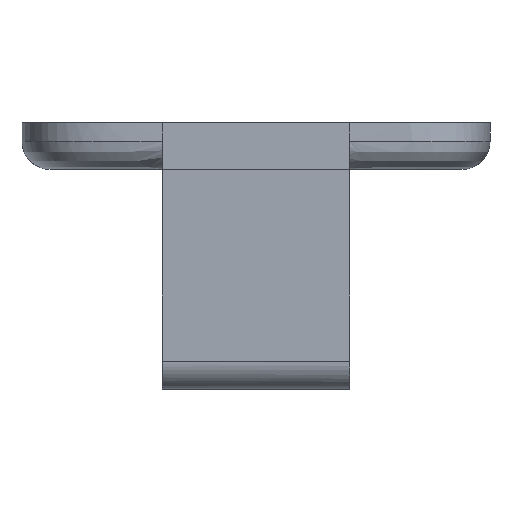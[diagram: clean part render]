
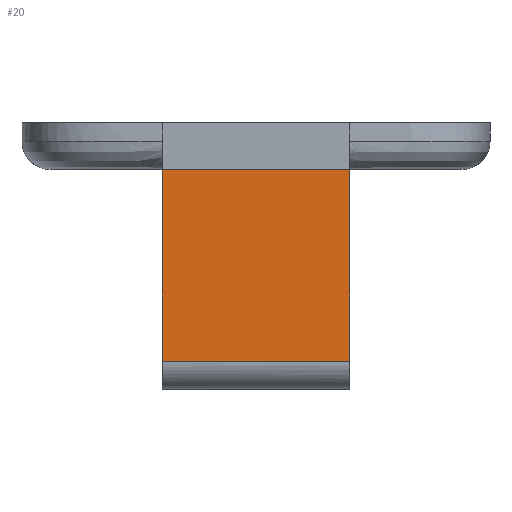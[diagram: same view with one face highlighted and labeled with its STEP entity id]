
A CAD part, left-side view. The second image highlights one B-rep face of the part: STEP entity #20.
In plain terms, the highlighted free-form (B-spline) face has degree [1, 1] with [2, 2] control points.
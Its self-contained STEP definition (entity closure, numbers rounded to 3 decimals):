
#20=ADVANCED_FACE('',(#63),#1171,.T.);
#63=FACE_OUTER_BOUND('',#103,.T.);
#103=EDGE_LOOP('',(#167,#168,#169,#170));
#167=ORIENTED_EDGE('',*,*,#840,.T.);
#168=ORIENTED_EDGE('',*,*,#841,.T.);
#169=ORIENTED_EDGE('',*,*,#830,.F.);
#170=ORIENTED_EDGE('',*,*,#842,.T.);
#396=PCURVE('',#1169,#570);
#409=PCURVE('',#1171,#583);
#410=PCURVE('',#1171,#584);
#411=PCURVE('',#1171,#585);
#412=PCURVE('',#1171,#586);
#417=PCURVE('',#1172,#591);
#521=PCURVE('',#1187,#695);
#538=PCURVE('',#1163,#712);
#570=DEFINITIONAL_REPRESENTATION('',(#929),#3339);
#583=DEFINITIONAL_REPRESENTATION('',(#939),#3339);
#584=DEFINITIONAL_REPRESENTATION('',(#941),#3339);
#585=DEFINITIONAL_REPRESENTATION('',(#942),#3339);
#586=DEFINITIONAL_REPRESENTATION('',(#944),#3339);
#591=DEFINITIONAL_REPRESENTATION('',(#953),#3339);
#695=DEFINITIONAL_REPRESENTATION('',(#1061),#3339);
#712=DEFINITIONAL_REPRESENTATION('',(#1079),#3339);
#743=SURFACE_CURVE('',#928,(#396,#411),.PCURVE_S1.);
#753=SURFACE_CURVE('',#938,(#409,#538),.PCURVE_S1.);
#754=SURFACE_CURVE('',#940,(#410,#417),.PCURVE_S1.);
#755=SURFACE_CURVE('',#943,(#412,#521),.PCURVE_S1.);
#830=EDGE_CURVE('',#1098,#1099,#743,.T.);
#840=EDGE_CURVE('',#1140,#1138,#753,.T.);
#841=EDGE_CURVE('',#1138,#1099,#754,.T.);
#842=EDGE_CURVE('',#1098,#1140,#755,.T.);
#928=B_SPLINE_CURVE_WITH_KNOTS('',1,(#2066,#2067),.UNSPECIFIED.,.F.,.F.,
(2,2),(221.,241.),.UNSPECIFIED.);
#929=B_SPLINE_CURVE_WITH_KNOTS('',1,(#2068,#2069),.UNSPECIFIED.,.F.,.F.,
(2,2),(221.,241.),.UNSPECIFIED.);
#938=B_SPLINE_CURVE_WITH_KNOTS('',1,(#2139,#2140),.UNSPECIFIED.,.F.,.F.,
(2,2),(0.,20.),.UNSPECIFIED.);
#939=B_SPLINE_CURVE_WITH_KNOTS('',3,(#2141,#2142,#2143,#2144),
 .UNSPECIFIED.,.F.,.F.,(4,4),(0.,20.),.UNSPECIFIED.);
#940=B_SPLINE_CURVE_WITH_KNOTS('',1,(#2145,#2146),.UNSPECIFIED.,.F.,.F.,
(2,2),(-20.064,0.),.UNSPECIFIED.);
#941=B_SPLINE_CURVE_WITH_KNOTS('',1,(#2147,#2148),.UNSPECIFIED.,.F.,.F.,
(2,2),(-20.064,0.),.UNSPECIFIED.);
#942=B_SPLINE_CURVE_WITH_KNOTS('',1,(#2149,#2150),.UNSPECIFIED.,.F.,.F.,
(2,2),(221.,241.),.UNSPECIFIED.);
#943=B_SPLINE_CURVE_WITH_KNOTS('',1,(#2151,#2152),.UNSPECIFIED.,.F.,.F.,
(2,2),(0.,20.064),.UNSPECIFIED.);
#944=B_SPLINE_CURVE_WITH_KNOTS('',1,(#2153,#2154),.UNSPECIFIED.,.F.,.F.,
(2,2),(0.,20.064),.UNSPECIFIED.);
#953=B_SPLINE_CURVE_WITH_KNOTS('',1,(#2173,#2174),.UNSPECIFIED.,.F.,.F.,
(2,2),(-20.064,0.),.UNSPECIFIED.);
#1061=B_SPLINE_CURVE_WITH_KNOTS('',1,(#3213,#3214),.UNSPECIFIED.,.F.,.F.,
(2,2),(0.,20.064),.UNSPECIFIED.);
#1079=B_SPLINE_CURVE_WITH_KNOTS('',1,(#3304,#3305),.UNSPECIFIED.,.F.,.F.,
(2,2),(0.,20.),.UNSPECIFIED.);
#1098=VERTEX_POINT('',#1720);
#1099=VERTEX_POINT('',#1721);
#1138=VERTEX_POINT('',#1760);
#1140=VERTEX_POINT('',#1762);
#1163=(
BOUNDED_SURFACE()
B_SPLINE_SURFACE(2,1,((#1672,#1673),(#1674,#1675),(#1676,#1677)),
 .UNSPECIFIED.,.F.,.F.,.F.)
B_SPLINE_SURFACE_WITH_KNOTS((3,3),(2,2),(0.,4.712),(-3.,
23.),.UNSPECIFIED.)
GEOMETRIC_REPRESENTATION_ITEM()
RATIONAL_B_SPLINE_SURFACE(((1.,1.),(0.707,0.707),
(1.,1.)))
REPRESENTATION_ITEM('')
SURFACE()
);
#1169=B_SPLINE_SURFACE_WITH_KNOTS('',1,1,((#1218,#1219),(#1220,#1221)),
 .UNSPECIFIED.,.F.,.F.,.F.,(2,2),(2,2),(206.,256.),(0.,5.),
 .UNSPECIFIED.);
#1171=B_SPLINE_SURFACE_WITH_KNOTS('',1,1,((#1246,#1247),(#1248,#1249)),
 .UNSPECIFIED.,.F.,.F.,.F.,(2,2),(2,2),(-11.5,12.),(-10.,10.),
 .UNSPECIFIED.);
#1172=B_SPLINE_SURFACE_WITH_KNOTS('',1,1,((#1250,#1251),(#1252,#1253)),
 .UNSPECIFIED.,.F.,.F.,.F.,(2,2),(2,2),(-11.5,12.),(-5.25,5.25),
 .UNSPECIFIED.);
#1187=B_SPLINE_SURFACE_WITH_KNOTS('',1,1,((#1656,#1657),(#1658,#1659)),
 .UNSPECIFIED.,.F.,.F.,.F.,(2,2),(2,2),(-11.5,12.),(-5.25,5.25),
 .UNSPECIFIED.);
#1218=CARTESIAN_POINT('',(-31.,25.,26.));
#1219=CARTESIAN_POINT('',(-31.,25.,31.));
#1220=CARTESIAN_POINT('',(-31.,-25.,26.));
#1221=CARTESIAN_POINT('',(-31.,-25.,31.));
#1246=CARTESIAN_POINT('',(-31.,10.,26.));
#1247=CARTESIAN_POINT('',(-31.,-10.,26.));
#1248=CARTESIAN_POINT('',(-31.,10.,2.5));
#1249=CARTESIAN_POINT('',(-31.,-10.,2.5));
#1250=CARTESIAN_POINT('',(-31.,-10.,26.));
#1251=CARTESIAN_POINT('',(-20.5,-10.,26.));
#1252=CARTESIAN_POINT('',(-31.,-10.,2.5));
#1253=CARTESIAN_POINT('',(-20.5,-10.,2.5));
#1656=CARTESIAN_POINT('',(-20.5,10.,26.));
#1657=CARTESIAN_POINT('',(-31.,10.,26.));
#1658=CARTESIAN_POINT('',(-20.5,10.,2.5));
#1659=CARTESIAN_POINT('',(-31.,10.,2.5));
#1672=CARTESIAN_POINT('',(-31.,13.,5.5));
#1673=CARTESIAN_POINT('',(-31.,-13.,5.5));
#1674=CARTESIAN_POINT('',(-31.,13.,2.5));
#1675=CARTESIAN_POINT('',(-31.,-13.,2.5));
#1676=CARTESIAN_POINT('',(-28.,13.,2.5));
#1677=CARTESIAN_POINT('',(-28.,-13.,2.5));
#1720=CARTESIAN_POINT('',(-31.,10.,26.));
#1721=CARTESIAN_POINT('',(-31.,-10.,26.));
#1760=CARTESIAN_POINT('',(-31.,-10.,5.5));
#1762=CARTESIAN_POINT('',(-31.,10.,5.5));
#2066=CARTESIAN_POINT('',(-31.,10.,26.));
#2067=CARTESIAN_POINT('',(-31.,-10.,26.));
#2068=CARTESIAN_POINT('',(221.,0.));
#2069=CARTESIAN_POINT('',(241.,0.));
#2139=CARTESIAN_POINT('',(-31.,10.,5.5));
#2140=CARTESIAN_POINT('',(-31.,-10.,5.5));
#2141=CARTESIAN_POINT('',(9.,-10.));
#2142=CARTESIAN_POINT('',(9.,-3.333));
#2143=CARTESIAN_POINT('',(9.,3.333));
#2144=CARTESIAN_POINT('',(9.,10.));
#2145=CARTESIAN_POINT('',(-31.,-10.,5.5));
#2146=CARTESIAN_POINT('',(-31.,-10.,26.));
#2147=CARTESIAN_POINT('',(9.,10.));
#2148=CARTESIAN_POINT('',(-11.5,10.));
#2149=CARTESIAN_POINT('',(-11.5,-10.));
#2150=CARTESIAN_POINT('',(-11.5,10.));
#2151=CARTESIAN_POINT('',(-31.,10.,26.));
#2152=CARTESIAN_POINT('',(-31.,10.,5.5));
#2153=CARTESIAN_POINT('',(-11.5,-10.));
#2154=CARTESIAN_POINT('',(9.,-10.));
#2173=CARTESIAN_POINT('',(9.,-5.25));
#2174=CARTESIAN_POINT('',(-11.5,-5.25));
#3213=CARTESIAN_POINT('',(-11.5,5.25));
#3214=CARTESIAN_POINT('',(9.,5.25));
#3304=CARTESIAN_POINT('',(0.,0.));
#3305=CARTESIAN_POINT('',(0.,20.));
#3339=(
GEOMETRIC_REPRESENTATION_CONTEXT(2)
PARAMETRIC_REPRESENTATION_CONTEXT()
REPRESENTATION_CONTEXT('pspace','')
);
